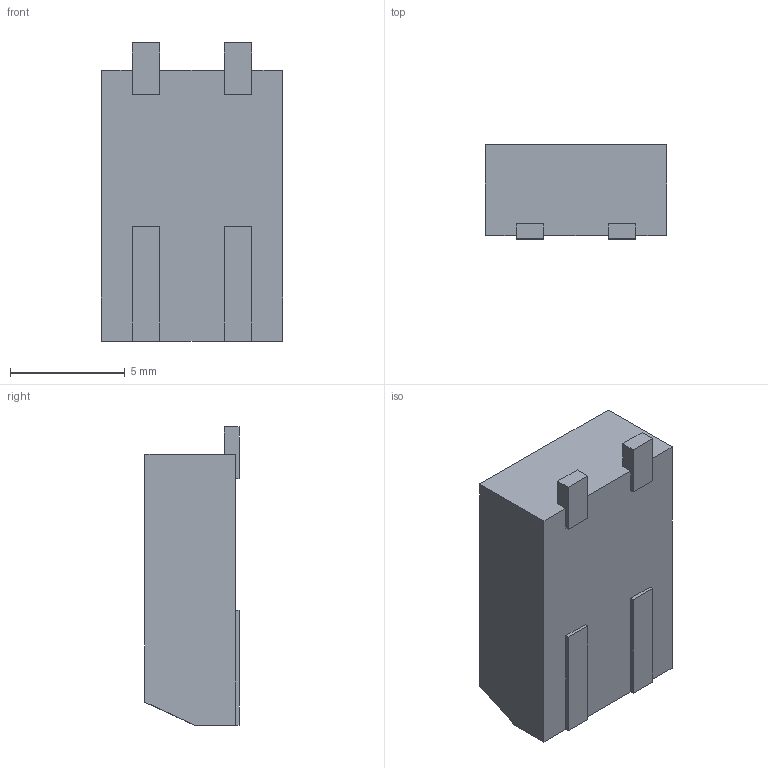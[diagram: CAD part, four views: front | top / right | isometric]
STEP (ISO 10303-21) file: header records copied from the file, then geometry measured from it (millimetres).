
FILE_DESCRIPTION(/* description */ (''),/* implementation_level */ '2;1');
FILE_NAME(/* name */ 'molex_1041880210 v3.step',/* time_stamp */ '2021-04-24T19:24:46-07:00',/* author */ (''),/* organization */ (''),/* preprocessor_version */ 'ST-DEVELOPER v18.1',/* originating_system */ 'Autodesk Translation Framework v10.6.0.1341',/* authorisation */ '');
FILE_SCHEMA (('AUTOMOTIVE_DESIGN { 1 0 10303 214 3 1 1 }'));
Length unit declared in the file: millimetre
Products named in the file (1): molex_1041880210
Bounding box: 7.9 x 4.1 x 13 mm (x, y, z)
Volume: 291.7 mm3; surface area: 469.2 mm2
Topology: 1 solids, 1 shells, 31 faces, 87 edges, 58 vertices
Faces by surface type: plane 29, cylinder 2
Full cylindrical faces by diameter (mm): 2.345 x2
Entity records: 1050 total; most frequent: CARTESIAN_POINT 177, ORIENTED_EDGE 174, DIRECTION 159, EDGE_CURVE 87, LINE 79, VECTOR 79, VERTEX_POINT 58, AXIS2_PLACEMENT_3D 40
